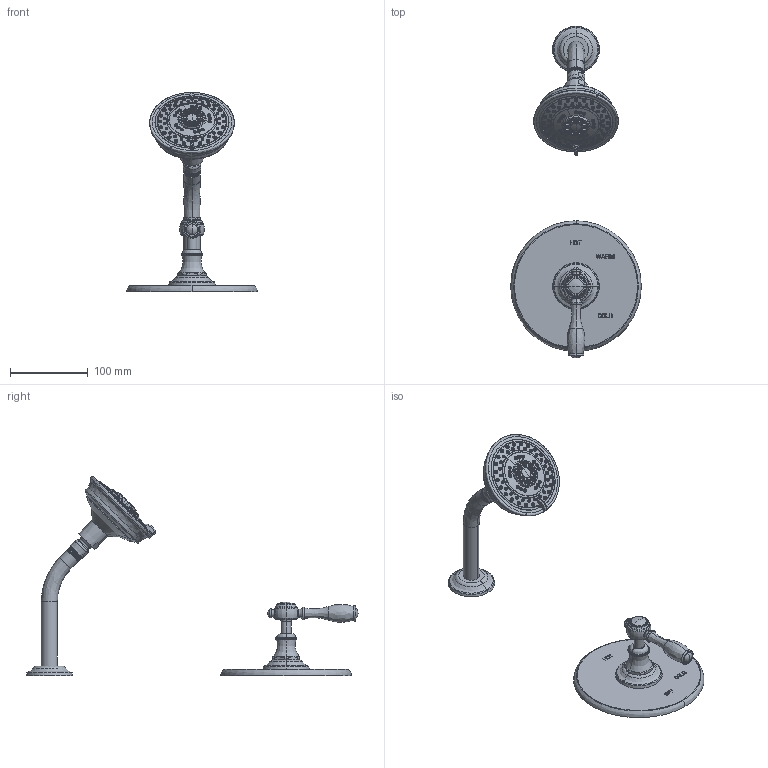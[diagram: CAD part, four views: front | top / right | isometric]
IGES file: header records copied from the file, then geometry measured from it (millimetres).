
Start section:  PTC IGES file: 3-1774bp.igs
Global section: file name: 3-1774bp.igs; native system: Creo Parametric by PTC Inc.; preprocessor: 2018400; author: jinson.thomas; organization: Unknown; date: 20210527.163527; units: inch
Bounding box: 168.28 x 427.51 x 256.35 mm (x, y, z)
Volume: 583729.8 mm3; surface area: 110542.6 mm2
Topology: 2 solids, 2 shells, 1608 faces, 3535 edges, 2176 vertices
Faces by surface type: revolution 955, bspline 653
